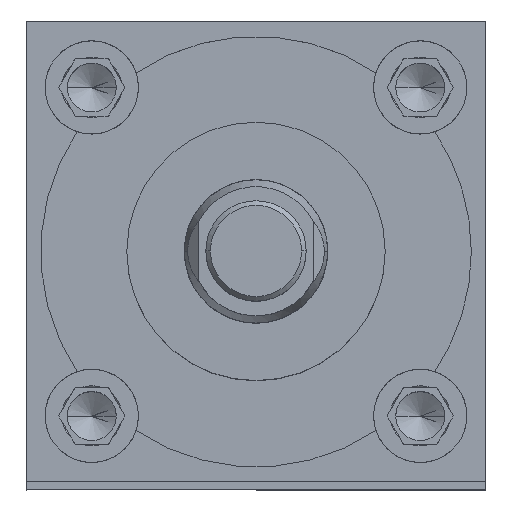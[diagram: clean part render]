
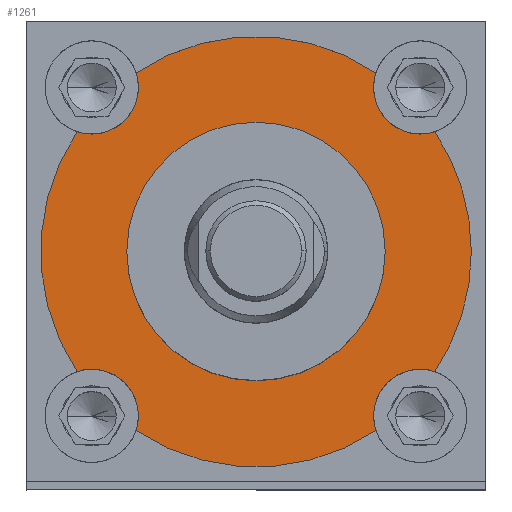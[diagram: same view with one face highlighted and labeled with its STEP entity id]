
A CAD part, top view. The second image highlights one B-rep face of the part: STEP entity #1261.
In plain terms, the highlighted planar face has unit normal (0, 0, 1).
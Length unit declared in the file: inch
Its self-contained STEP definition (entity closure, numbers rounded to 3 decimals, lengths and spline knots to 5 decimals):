
#38 = CARTESIAN_POINT ( 'NONE',  ( 0., 0., 21.62 ) ) ;
#107 = DIRECTION ( 'NONE',  ( 1., 0., 0. ) ) ;
#191 = DIRECTION ( 'NONE',  ( 0., 0., 1. ) ) ;
#365 = AXIS2_PLACEMENT_3D ( 'NONE', #5561, #1041, #4500 ) ;
#453 = VERTEX_POINT ( 'NONE', #1498 ) ;
#523 = CIRCLE ( 'NONE', #1133, 0.203 ) ;
#592 = CARTESIAN_POINT ( 'NONE',  ( 0., 0., 21.62 ) ) ;
#596 = FACE_BOUND ( 'NONE', #1217, .T. ) ;
#632 = VERTEX_POINT ( 'NONE', #3266 ) ;
#656 = ORIENTED_EDGE ( 'NONE', *, *, #3851, .T. ) ;
#666 = DIRECTION ( 'NONE',  ( 1., 0., 0. ) ) ;
#697 = CARTESIAN_POINT ( 'NONE',  ( 0., 0., 21.62 ) ) ;
#761 = DIRECTION ( 'NONE',  ( 0., 0., 1. ) ) ;
#779 = CARTESIAN_POINT ( 'NONE',  ( -0.715, 0.715, 21.62 ) ) ;
#881 = DIRECTION ( 'NONE',  ( 1., 0., 0. ) ) ;
#890 = VERTEX_POINT ( 'NONE', #1107 ) ;
#933 = CIRCLE ( 'NONE', #5395, 0.203 ) ;
#968 = EDGE_CURVE ( 'NONE', #3895, #3741, #1782, .T. ) ;
#981 = VERTEX_POINT ( 'NONE', #5423 ) ;
#990 = EDGE_CURVE ( 'NONE', #890, #632, #6233, .T. ) ;
#1023 = VERTEX_POINT ( 'NONE', #3037 ) ;
#1041 = DIRECTION ( 'NONE',  ( 0., 0., 1. ) ) ;
#1107 = CARTESIAN_POINT ( 'NONE',  ( -0.5625, 0., 21.62 ) ) ;
#1133 = AXIS2_PLACEMENT_3D ( 'NONE', #4358, #2813, #4769 ) ;
#1217 = EDGE_LOOP ( 'NONE', ( #1675, #2104 ) ) ;
#1260 = AXIS2_PLACEMENT_3D ( 'NONE', #4492, #2942, #5001 ) ;
#1261 = ADVANCED_FACE ( 'NONE', ( #5039, #596 ), #4078, .T. ) ;
#1268 = EDGE_CURVE ( 'NONE', #632, #890, #2635, .T. ) ;
#1325 = ORIENTED_EDGE ( 'NONE', *, *, #3152, .F. ) ;
#1333 = AXIS2_PLACEMENT_3D ( 'NONE', #6122, #761, #4728 ) ;
#1384 = AXIS2_PLACEMENT_3D ( 'NONE', #779, #5306, #881 ) ;
#1426 = ORIENTED_EDGE ( 'NONE', *, *, #1617, .F. ) ;
#1490 = CARTESIAN_POINT ( 'NONE',  ( -0.512, 0.715, 21.62 ) ) ;
#1498 = CARTESIAN_POINT ( 'NONE',  ( 0.52222, -0.77859, 21.62 ) ) ;
#1512 = DIRECTION ( 'NONE',  ( 0., 0., 1. ) ) ;
#1594 = CARTESIAN_POINT ( 'NONE',  ( 0., 0., 21.62 ) ) ;
#1617 = EDGE_CURVE ( 'NONE', #3079, #2899, #4263, .T. ) ;
#1666 = VERTEX_POINT ( 'NONE', #5741 ) ;
#1675 = ORIENTED_EDGE ( 'NONE', *, *, #990, .F. ) ;
#1750 = AXIS2_PLACEMENT_3D ( 'NONE', #592, #5109, #5071 ) ;
#1782 = CIRCLE ( 'NONE', #1260, 0.9375 ) ;
#1866 = AXIS2_PLACEMENT_3D ( 'NONE', #1594, #4662, #2185 ) ;
#1868 = CARTESIAN_POINT ( 'NONE',  ( 0.77859, -0.52222, 21.62 ) ) ;
#1910 = CIRCLE ( 'NONE', #4919, 0.203 ) ;
#1999 = CIRCLE ( 'NONE', #5328, 0.9375 ) ;
#2026 = DIRECTION ( 'NONE',  ( 1., 0., 0. ) ) ;
#2071 = DIRECTION ( 'NONE',  ( 1., 0., 0. ) ) ;
#2104 = ORIENTED_EDGE ( 'NONE', *, *, #1268, .F. ) ;
#2151 = EDGE_CURVE ( 'NONE', #6181, #981, #1910, .T. ) ;
#2154 = DIRECTION ( 'NONE',  ( 0., 0., 1. ) ) ;
#2181 = AXIS2_PLACEMENT_3D ( 'NONE', #697, #5570, #666 ) ;
#2185 = DIRECTION ( 'NONE',  ( 1., 0., 0. ) ) ;
#2217 = EDGE_CURVE ( 'NONE', #2305, #5671, #6053, .T. ) ;
#2236 = CARTESIAN_POINT ( 'NONE',  ( -0.52222, -0.77859, 21.62 ) ) ;
#2305 = VERTEX_POINT ( 'NONE', #1490 ) ;
#2344 = ORIENTED_EDGE ( 'NONE', *, *, #968, .T. ) ;
#2516 = CIRCLE ( 'NONE', #2621, 0.203 ) ;
#2530 = CARTESIAN_POINT ( 'NONE',  ( 0., 0., 21.62 ) ) ;
#2542 = CIRCLE ( 'NONE', #4216, 0.203 ) ;
#2598 = CIRCLE ( 'NONE', #2181, 0.9375 ) ;
#2611 = CARTESIAN_POINT ( 'NONE',  ( 0.715, 0.715, 21.62 ) ) ;
#2621 = AXIS2_PLACEMENT_3D ( 'NONE', #2611, #4052, #6015 ) ;
#2635 = CIRCLE ( 'NONE', #6252, 0.5625 ) ;
#2809 = AXIS2_PLACEMENT_3D ( 'NONE', #3261, #5858, #6268 ) ;
#2813 = DIRECTION ( 'NONE',  ( 0., 0., 1. ) ) ;
#2899 = VERTEX_POINT ( 'NONE', #3706 ) ;
#2942 = DIRECTION ( 'NONE',  ( 0., 0., 1. ) ) ;
#3003 = DIRECTION ( 'NONE',  ( 1., 0., 0. ) ) ;
#3037 = CARTESIAN_POINT ( 'NONE',  ( -0.77859, 0.52222, 21.62 ) ) ;
#3079 = VERTEX_POINT ( 'NONE', #2236 ) ;
#3152 = EDGE_CURVE ( 'NONE', #3629, #1666, #2516, .T. ) ;
#3261 = CARTESIAN_POINT ( 'NONE',  ( -0.715, -0.715, 21.62 ) ) ;
#3266 = CARTESIAN_POINT ( 'NONE',  ( 0.5625, 0., 21.62 ) ) ;
#3290 = EDGE_CURVE ( 'NONE', #3629, #5671, #1999, .T. ) ;
#3629 = VERTEX_POINT ( 'NONE', #4656 ) ;
#3706 = CARTESIAN_POINT ( 'NONE',  ( -0.512, -0.715, 21.62 ) ) ;
#3741 = VERTEX_POINT ( 'NONE', #4836 ) ;
#3851 = EDGE_CURVE ( 'NONE', #1023, #4824, #5181, .T. ) ;
#3861 = CIRCLE ( 'NONE', #2809, 0.203 ) ;
#3895 = VERTEX_POINT ( 'NONE', #5963 ) ;
#3897 = DIRECTION ( 'NONE',  ( 0., 0., 1. ) ) ;
#4052 = DIRECTION ( 'NONE',  ( 0., 0., 1. ) ) ;
#4078 = PLANE ( 'NONE',  #365 ) ;
#4126 = EDGE_CURVE ( 'NONE', #981, #453, #523, .T. ) ;
#4155 = DIRECTION ( 'NONE',  ( 1., 0., 0. ) ) ;
#4216 = AXIS2_PLACEMENT_3D ( 'NONE', #4895, #3897, #2071 ) ;
#4223 = ORIENTED_EDGE ( 'NONE', *, *, #5523, .F. ) ;
#4263 = CIRCLE ( 'NONE', #1333, 0.203 ) ;
#4297 = AXIS2_PLACEMENT_3D ( 'NONE', #38, #1512, #3003 ) ;
#4311 = CARTESIAN_POINT ( 'NONE',  ( -0.77859, -0.52222, 21.62 ) ) ;
#4358 = CARTESIAN_POINT ( 'NONE',  ( 0.715, -0.715, 21.62 ) ) ;
#4443 = ORIENTED_EDGE ( 'NONE', *, *, #6251, .F. ) ;
#4492 = CARTESIAN_POINT ( 'NONE',  ( 0., 0., 21.62 ) ) ;
#4500 = DIRECTION ( 'NONE',  ( 1., 0., 0. ) ) ;
#4567 = CARTESIAN_POINT ( 'NONE',  ( -0.52222, 0.77859, 21.62 ) ) ;
#4595 = DIRECTION ( 'NONE',  ( 0., 0., 1. ) ) ;
#4616 = ORIENTED_EDGE ( 'NONE', *, *, #4661, .T. ) ;
#4639 = CARTESIAN_POINT ( 'NONE',  ( 0.715, -0.715, 21.62 ) ) ;
#4640 = DIRECTION ( 'NONE',  ( 1., 0., 0. ) ) ;
#4656 = CARTESIAN_POINT ( 'NONE',  ( 0.52222, 0.77859, 21.62 ) ) ;
#4661 = EDGE_CURVE ( 'NONE', #3079, #453, #2598, .T. ) ;
#4662 = DIRECTION ( 'NONE',  ( 0., 0., 1. ) ) ;
#4675 = ORIENTED_EDGE ( 'NONE', *, *, #4126, .F. ) ;
#4689 = ORIENTED_EDGE ( 'NONE', *, *, #5721, .T. ) ;
#4728 = DIRECTION ( 'NONE',  ( 1., 0., 0. ) ) ;
#4769 = DIRECTION ( 'NONE',  ( 1., 0., 0. ) ) ;
#4824 = VERTEX_POINT ( 'NONE', #4311 ) ;
#4836 = CARTESIAN_POINT ( 'NONE',  ( 0.77859, 0.52222, 21.62 ) ) ;
#4895 = CARTESIAN_POINT ( 'NONE',  ( -0.715, 0.715, 21.62 ) ) ;
#4919 = AXIS2_PLACEMENT_3D ( 'NONE', #4639, #2154, #4155 ) ;
#4990 = ORIENTED_EDGE ( 'NONE', *, *, #5144, .F. ) ;
#5001 = DIRECTION ( 'NONE',  ( 1., 0., 0. ) ) ;
#5018 = DIRECTION ( 'NONE',  ( 0., 0., 1. ) ) ;
#5039 = FACE_OUTER_BOUND ( 'NONE', #6061, .T. ) ;
#5071 = DIRECTION ( 'NONE',  ( 1., 0., 0. ) ) ;
#5109 = DIRECTION ( 'NONE',  ( 0., 0., 1. ) ) ;
#5124 = CARTESIAN_POINT ( 'NONE',  ( 0., 0., 21.62 ) ) ;
#5144 = EDGE_CURVE ( 'NONE', #2899, #4824, #3861, .T. ) ;
#5181 = CIRCLE ( 'NONE', #1750, 0.9375 ) ;
#5306 = DIRECTION ( 'NONE',  ( 0., 0., 1. ) ) ;
#5328 = AXIS2_PLACEMENT_3D ( 'NONE', #5124, #191, #4640 ) ;
#5395 = AXIS2_PLACEMENT_3D ( 'NONE', #5436, #5018, #2026 ) ;
#5423 = CARTESIAN_POINT ( 'NONE',  ( 0.512, -0.715, 21.62 ) ) ;
#5436 = CARTESIAN_POINT ( 'NONE',  ( 0.715, 0.715, 21.62 ) ) ;
#5505 = CIRCLE ( 'NONE', #1866, 0.9375 ) ;
#5523 = EDGE_CURVE ( 'NONE', #1666, #3741, #933, .T. ) ;
#5561 = CARTESIAN_POINT ( 'NONE',  ( 0., 0., 21.62 ) ) ;
#5570 = DIRECTION ( 'NONE',  ( 0., 0., 1. ) ) ;
#5671 = VERTEX_POINT ( 'NONE', #4567 ) ;
#5721 = EDGE_CURVE ( 'NONE', #6181, #3895, #5505, .T. ) ;
#5733 = ORIENTED_EDGE ( 'NONE', *, *, #2151, .F. ) ;
#5741 = CARTESIAN_POINT ( 'NONE',  ( 0.512, 0.715, 21.62 ) ) ;
#5858 = DIRECTION ( 'NONE',  ( 0., 0., 1. ) ) ;
#5963 = CARTESIAN_POINT ( 'NONE',  ( 0.9375, 0., 21.62 ) ) ;
#6015 = DIRECTION ( 'NONE',  ( 1., 0., 0. ) ) ;
#6053 = CIRCLE ( 'NONE', #1384, 0.203 ) ;
#6061 = EDGE_LOOP ( 'NONE', ( #5733, #4689, #2344, #4223, #1325, #6381, #6240, #4443, #656, #4990, #1426, #4616, #4675 ) ) ;
#6122 = CARTESIAN_POINT ( 'NONE',  ( -0.715, -0.715, 21.62 ) ) ;
#6181 = VERTEX_POINT ( 'NONE', #1868 ) ;
#6233 = CIRCLE ( 'NONE', #4297, 0.5625 ) ;
#6240 = ORIENTED_EDGE ( 'NONE', *, *, #2217, .F. ) ;
#6251 = EDGE_CURVE ( 'NONE', #1023, #2305, #2542, .T. ) ;
#6252 = AXIS2_PLACEMENT_3D ( 'NONE', #2530, #4595, #107 ) ;
#6268 = DIRECTION ( 'NONE',  ( 1., 0., 0. ) ) ;
#6381 = ORIENTED_EDGE ( 'NONE', *, *, #3290, .T. ) ;
